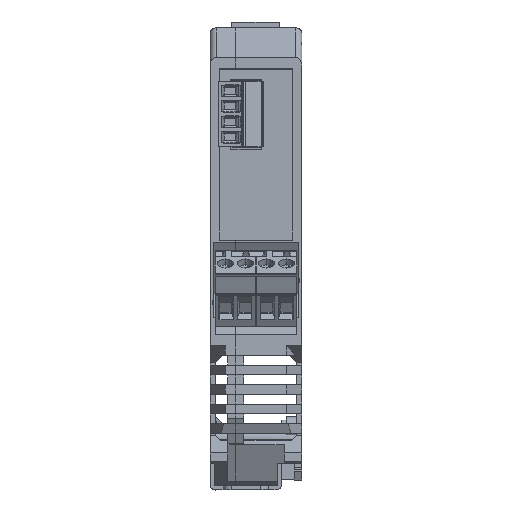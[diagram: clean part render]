
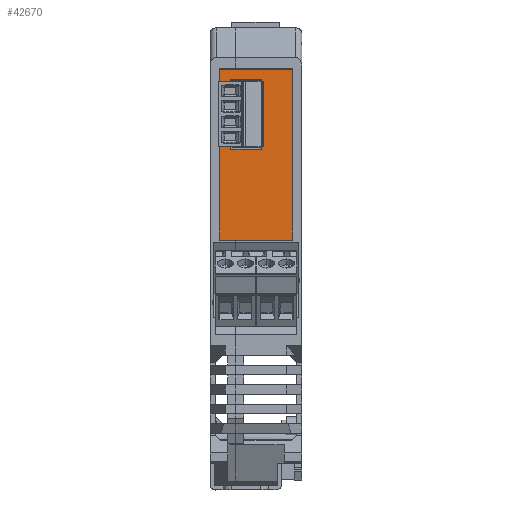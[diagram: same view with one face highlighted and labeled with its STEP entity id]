
A CAD part, front view. The second image highlights one B-rep face of the part: STEP entity #42670.
In plain terms, the highlighted face is planar.
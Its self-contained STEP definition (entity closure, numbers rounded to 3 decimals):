
#6160=VERTEX_POINT('',#68566);
#6161=VERTEX_POINT('',#68567);
#6164=VERTEX_POINT('',#68575);
#6166=VERTEX_POINT('',#68581);
#6168=VERTEX_POINT('',#68590);
#6169=VERTEX_POINT('',#68591);
#6172=VERTEX_POINT('',#68599);
#6174=VERTEX_POINT('',#68605);
#11020=VECTOR('',#53537,1.);
#11024=VECTOR('',#53542,1.);
#11027=VECTOR('',#53546,1.);
#11030=VECTOR('',#53550,1.);
#11032=VECTOR('',#53553,1.);
#11036=VECTOR('',#53558,1.);
#11039=VECTOR('',#53562,1.);
#11042=VECTOR('',#53566,1.);
#15888=LINE('',#68565,#11020);
#15892=LINE('',#68574,#11024);
#15895=LINE('',#68580,#11027);
#15898=LINE('',#68586,#11030);
#15900=LINE('',#68589,#11032);
#15904=LINE('',#68598,#11036);
#15907=LINE('',#68604,#11039);
#15910=LINE('',#68610,#11042);
#21629=EDGE_CURVE('',#6160,#6161,#15888,.T.);
#21633=EDGE_CURVE('',#6161,#6164,#15892,.T.);
#21636=EDGE_CURVE('',#6164,#6166,#15895,.T.);
#21639=EDGE_CURVE('',#6166,#6160,#15898,.T.);
#21641=EDGE_CURVE('',#6168,#6169,#15900,.T.);
#21645=EDGE_CURVE('',#6169,#6172,#15904,.T.);
#21648=EDGE_CURVE('',#6172,#6174,#15907,.T.);
#21651=EDGE_CURVE('',#6174,#6168,#15910,.T.);
#32645=ORIENTED_EDGE('',*,*,#21641,.F.);
#32646=ORIENTED_EDGE('',*,*,#21651,.F.);
#32647=ORIENTED_EDGE('',*,*,#21648,.F.);
#32648=ORIENTED_EDGE('',*,*,#21645,.F.);
#32649=ORIENTED_EDGE('',*,*,#21629,.F.);
#32650=ORIENTED_EDGE('',*,*,#21639,.F.);
#32651=ORIENTED_EDGE('',*,*,#21636,.F.);
#32652=ORIENTED_EDGE('',*,*,#21633,.F.);
#37696=EDGE_LOOP('',(#32645,#32646,#32647,#32648));
#37697=EDGE_LOOP('',(#32649,#32650,#32651,#32652));
#40287=FACE_BOUND('',#37696,.T.);
#40288=FACE_BOUND('',#37697,.T.);
#42670=ADVANCED_FACE('',(#40287,#40288),#74975,.F.);
#45517=AXIS2_PLACEMENT_3D('',#68612,#53568,$);
#53537=DIRECTION('',(0.,0.,-1.));
#53542=DIRECTION('',(0.,1.,0.));
#53546=DIRECTION('',(0.,0.,1.));
#53550=DIRECTION('',(0.,-1.,0.));
#53553=DIRECTION('',(0.,0.,1.));
#53558=DIRECTION('',(0.,1.,0.));
#53562=DIRECTION('',(0.,0.,-1.));
#53566=DIRECTION('',(0.,-1.,0.));
#53568=DIRECTION('',(1.,0.,0.));
#68565=CARTESIAN_POINT('',(7.549,92.56,0.75));
#68566=CARTESIAN_POINT('',(7.549,92.56,0.75));
#68567=CARTESIAN_POINT('',(7.549,92.56,-18.45));
#68574=CARTESIAN_POINT('',(7.549,92.56,-18.45));
#68575=CARTESIAN_POINT('',(7.549,134.56,-18.45));
#68580=CARTESIAN_POINT('',(7.549,134.56,-18.45));
#68581=CARTESIAN_POINT('',(7.549,134.56,0.75));
#68586=CARTESIAN_POINT('',(7.549,134.56,0.75));
#68589=CARTESIAN_POINT('',(7.549,114.912,-7.55));
#68590=CARTESIAN_POINT('',(7.549,114.912,-15.15));
#68591=CARTESIAN_POINT('',(7.549,114.912,-7.55));
#68598=CARTESIAN_POINT('',(7.549,132.142,-7.55));
#68599=CARTESIAN_POINT('',(7.549,132.142,-7.55));
#68604=CARTESIAN_POINT('',(7.549,132.142,-15.15));
#68605=CARTESIAN_POINT('',(7.549,132.142,-15.15));
#68610=CARTESIAN_POINT('',(7.549,114.912,-15.15));
#68612=CARTESIAN_POINT('',(7.549,113.56,-8.85));
#74975=PLANE('',#45517);
